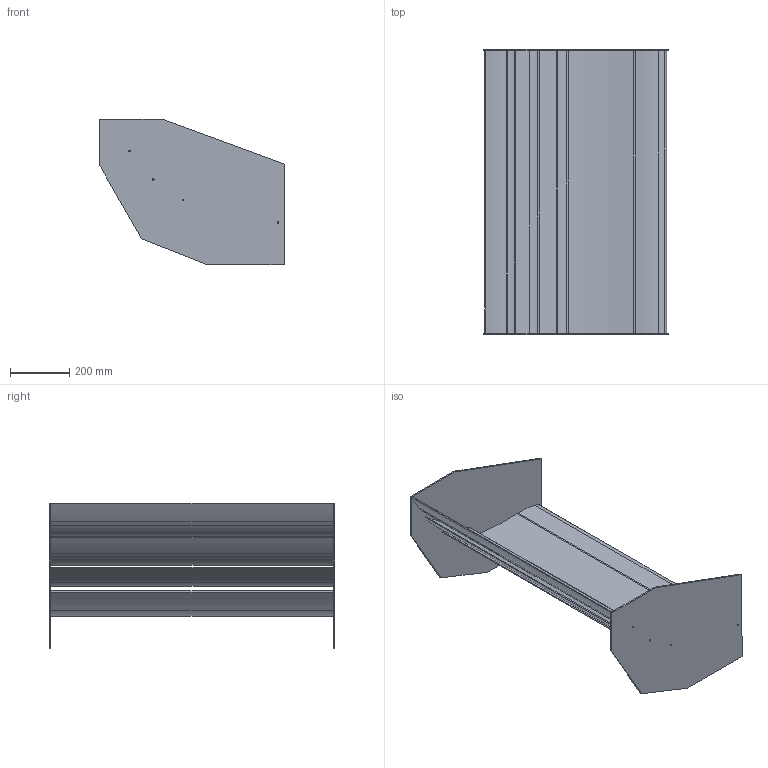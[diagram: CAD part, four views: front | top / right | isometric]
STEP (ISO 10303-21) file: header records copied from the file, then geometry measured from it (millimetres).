
FILE_DESCRIPTION(/* description */ (''),/* implementation_level */ '2;1');
FILE_NAME(/* name */ 'Rr.wing(flap4)_cradle.stp',/* time_stamp */ '2018-03-12T22:25:38+09:00',/* author */ ('ku_sk'),/* organization */ (''),/* preprocessor_version */ 'ST-DEVELOPER v17',/* originating_system */ 'Autodesk Inventor 2018',/* authorisation */ '');
FILE_SCHEMA (('AUTOMOTIVE_DESIGN { 1 0 10303 214 3 1 1 }'));
Length unit declared in the file: millimetre
Products named in the file (4): Rr.wing(flap4)_cradle; frap; endplate(flap4); subflap
Assembly tree (6 placements, depth 2):
  Rr.wing(flap4)_cradle
    frap
    subflap  x3
    endplate(flap4)  x2
Bounding box: 620 x 960 x 490.08 mm (x, y, z)
Volume: 22632268.8 mm3; surface area: 2630693.1 mm2
Topology: 6 solids, 6 shells, 78 faces, 198 edges, 132 vertices
Faces by surface type: cylinder 52, plane 26
Full cylindrical faces by diameter (mm): 5 x8
Entity records: 1386 total; most frequent: DIRECTION 249, CARTESIAN_POINT 214, ORIENTED_EDGE 198, AXIS2_PLACEMENT_3D 101, EDGE_CURVE 99, VERTEX_POINT 66, CIRCLE 52, LINE 47
